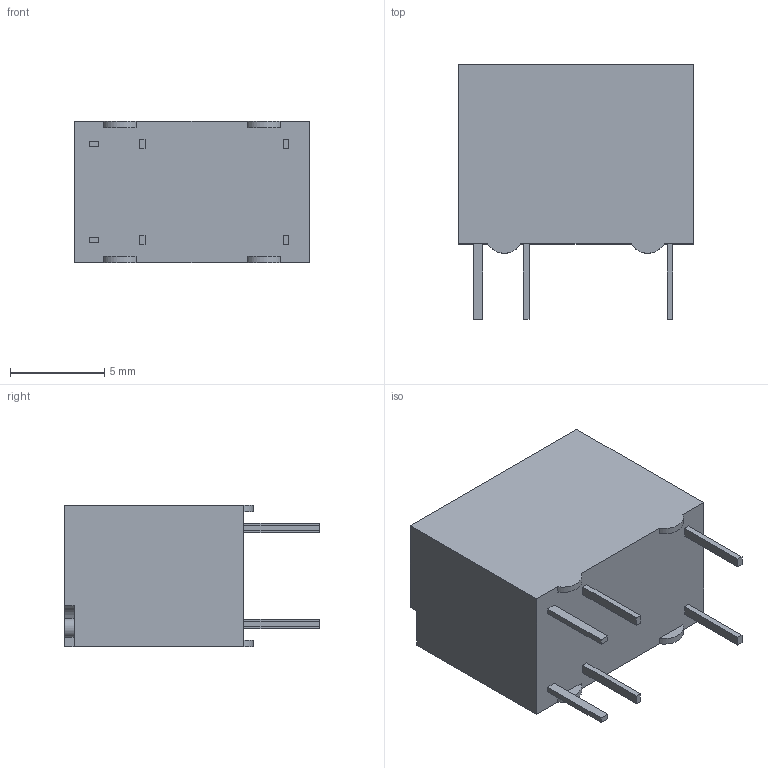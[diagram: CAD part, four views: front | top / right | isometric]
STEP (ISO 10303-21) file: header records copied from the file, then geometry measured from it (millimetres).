
FILE_DESCRIPTION (( 'STEP AP203' ), '1' );
FILE_NAME ('G5V_1.step', '2014-06-25T06:26:54', ( 'OSMC1.0 ' ), ( ' ' ), 'SwSTEP 2.0', 'SolidWorks 2002025', '' );
FILE_SCHEMA (( 'CONFIG_CONTROL_DESIGN' ));
Length unit declared in the file: millimetre
Products named in the file (1): G5V_1
Bounding box: 12.5 x 13.5 x 7.5 mm (x, y, z)
Volume: 892.9 mm3; surface area: 613.6 mm2
Topology: 1 solids, 1 shells, 56 faces, 138 edges, 92 vertices
Faces by surface type: plane 49, cylinder 7
Entity records: 1713 total; most frequent: CARTESIAN_POINT 287, ORIENTED_EDGE 276, DIRECTION 266, EDGE_CURVE 138, LINE 124, VECTOR 124, VERTEX_POINT 92, AXIS2_PLACEMENT_3D 71
